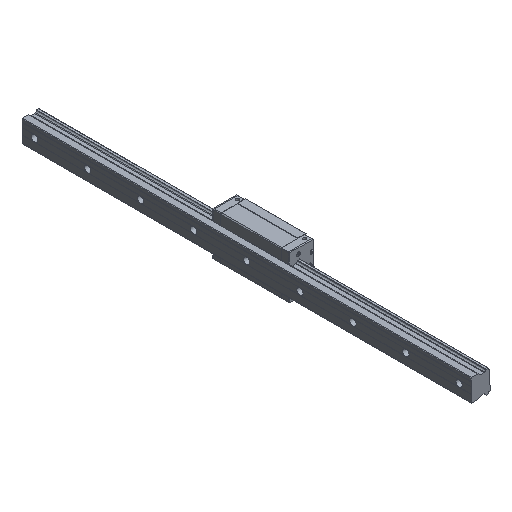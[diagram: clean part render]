
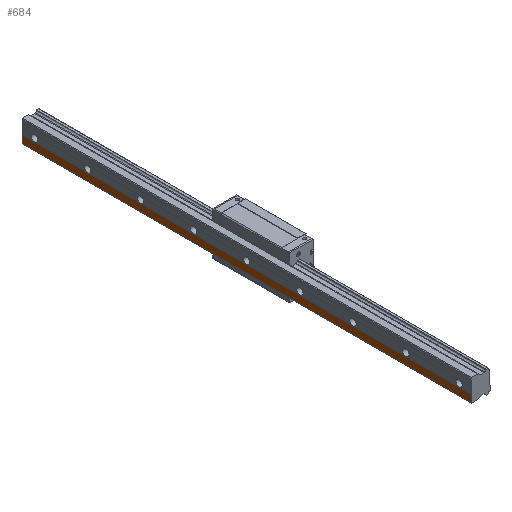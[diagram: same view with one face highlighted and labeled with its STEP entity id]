
A CAD part, isometric view. The second image highlights one B-rep face of the part: STEP entity #684.
In plain terms, the highlighted planar face has unit normal (-1, 0, 0).
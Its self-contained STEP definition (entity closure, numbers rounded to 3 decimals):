
#108 = CARTESIAN_POINT ( 'NONE',  ( -26.5, 0., -9.5 ) ) ;
#307 = AXIS2_PLACEMENT_3D ( 'NONE', #3681, #2440, #1199 ) ;
#402 = CARTESIAN_POINT ( 'NONE',  ( -26.5, 0., -29.5 ) ) ;
#684 = ADVANCED_FACE ( 'NONE', ( #6902 ), #4899, .T. ) ;
#717 = ORIENTED_EDGE ( 'NONE', *, *, #809, .F. ) ;
#809 = EDGE_CURVE ( 'NONE', #6286, #2111, #8383, .T. ) ;
#910 = ORIENTED_EDGE ( 'NONE', *, *, #11040, .T. ) ;
#1171 = DIRECTION ( 'NONE',  ( 0., 1., 0. ) ) ;
#1199 = DIRECTION ( 'NONE',  ( 0., 0., 1. ) ) ;
#1271 = VECTOR ( 'NONE', #8639, 1000. ) ;
#2111 = VERTEX_POINT ( 'NONE', #6929 ) ;
#2409 = CARTESIAN_POINT ( 'NONE',  ( -26.5, 1270., -9.5 ) ) ;
#2440 = DIRECTION ( 'NONE',  ( -1., 0., 0. ) ) ;
#3290 = ORIENTED_EDGE ( 'NONE', *, *, #11124, .T. ) ;
#3657 = LINE ( 'NONE', #2409, #7714 ) ;
#3681 = CARTESIAN_POINT ( 'NONE',  ( -26.5, 1270., -9.5 ) ) ;
#4315 = VERTEX_POINT ( 'NONE', #108 ) ;
#4899 = PLANE ( 'NONE',  #307 ) ;
#5217 = EDGE_CURVE ( 'NONE', #6286, #7326, #8860, .T. ) ;
#5534 = ORIENTED_EDGE ( 'NONE', *, *, #5217, .T. ) ;
#5909 = DIRECTION ( 'NONE',  ( 0., 0., 1. ) ) ;
#6286 = VERTEX_POINT ( 'NONE', #7046 ) ;
#6401 = DIRECTION ( 'NONE',  ( 0., -1., 0. ) ) ;
#6725 = VECTOR ( 'NONE', #6401, 1000. ) ;
#6902 = FACE_OUTER_BOUND ( 'NONE', #11000, .T. ) ;
#6929 = CARTESIAN_POINT ( 'NONE',  ( -26.5, 1270., -9.5 ) ) ;
#7046 = CARTESIAN_POINT ( 'NONE',  ( -26.5, 1270., -29.5 ) ) ;
#7151 = CARTESIAN_POINT ( 'NONE',  ( -26.5, 1270., 21.8 ) ) ;
#7326 = VERTEX_POINT ( 'NONE', #402 ) ;
#7630 = CARTESIAN_POINT ( 'NONE',  ( -26.5, 1270., -29.5 ) ) ;
#7714 = VECTOR ( 'NONE', #1171, 1000. ) ;
#8383 = LINE ( 'NONE', #7151, #8402 ) ;
#8402 = VECTOR ( 'NONE', #5909, 1000. ) ;
#8639 = DIRECTION ( 'NONE',  ( 0., 0., 1. ) ) ;
#8860 = LINE ( 'NONE', #7630, #6725 ) ;
#9873 = CARTESIAN_POINT ( 'NONE',  ( -26.5, 0., 21.8 ) ) ;
#11000 = EDGE_LOOP ( 'NONE', ( #717, #5534, #3290, #910 ) ) ;
#11040 = EDGE_CURVE ( 'NONE', #4315, #2111, #3657, .T. ) ;
#11096 = LINE ( 'NONE', #9873, #1271 ) ;
#11124 = EDGE_CURVE ( 'NONE', #7326, #4315, #11096, .T. ) ;
